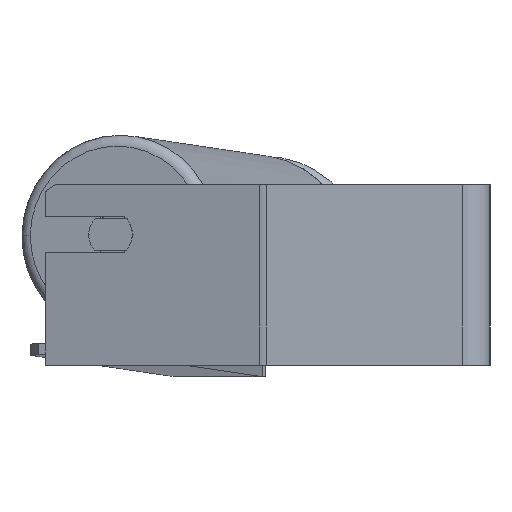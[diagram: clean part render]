
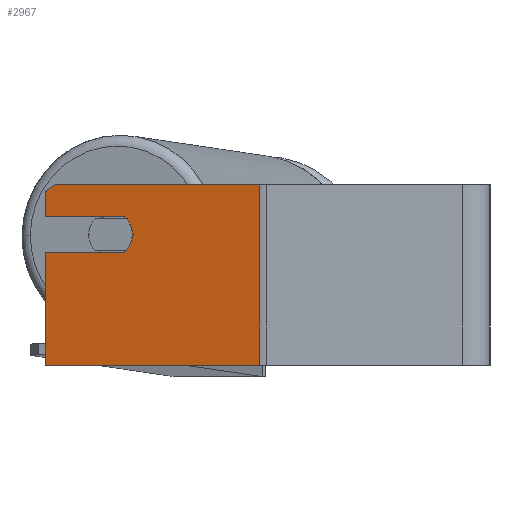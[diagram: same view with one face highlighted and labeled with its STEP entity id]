
A CAD part, left-side view. The second image highlights one B-rep face of the part: STEP entity #2967.
In plain terms, the highlighted planar face has unit normal (-0.966, 0.259, 0).
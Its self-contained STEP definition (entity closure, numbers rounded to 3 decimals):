
#68 = DIRECTION ( 'NONE',  ( -0.259, -0.966, 0. ) ) ;
#104 = LINE ( 'NONE', #7791, #3930 ) ;
#158 = CIRCLE ( 'NONE', #5251, 10. ) ;
#171 = VECTOR ( 'NONE', #8169, 1000. ) ;
#258 = CARTESIAN_POINT ( 'NONE',  ( -389.075, 197.256, 40. ) ) ;
#321 = VECTOR ( 'NONE', #6280, 1000. ) ;
#361 = ORIENTED_EDGE ( 'NONE', *, *, #1189, .F. ) ;
#666 = CARTESIAN_POINT ( 'NONE',  ( -389.075, 197.256, -40. ) ) ;
#866 = VERTEX_POINT ( 'NONE', #3303 ) ;
#890 = LINE ( 'NONE', #8566, #2940 ) ;
#1053 = VERTEX_POINT ( 'NONE', #2882 ) ;
#1099 = VERTEX_POINT ( 'NONE', #5168 ) ;
#1189 = EDGE_CURVE ( 'NONE', #1719, #5187, #8008, .T. ) ;
#1193 = CARTESIAN_POINT ( 'NONE',  ( -389.075, 197.256, -40. ) ) ;
#1314 = CARTESIAN_POINT ( 'NONE',  ( -414.591, 102.029, 40. ) ) ;
#1328 = CARTESIAN_POINT ( 'NONE',  ( -389.075, 197.256, 10. ) ) ;
#1352 = CARTESIAN_POINT ( 'NONE',  ( -389.075, 197.256, 40. ) ) ;
#1525 = CARTESIAN_POINT ( 'NONE',  ( -396.84, 168.278, 18. ) ) ;
#1548 = EDGE_CURVE ( 'NONE', #6170, #4364, #104, .T. ) ;
#1594 = DIRECTION ( 'NONE',  ( 0.259, 0.966, 0. ) ) ;
#1719 = VERTEX_POINT ( 'NONE', #1328 ) ;
#1799 = LINE ( 'NONE', #1193, #6601 ) ;
#2049 = LINE ( 'NONE', #4814, #5712 ) ;
#2182 = LINE ( 'NONE', #1352, #321 ) ;
#2882 = CARTESIAN_POINT ( 'NONE',  ( -414.591, 102.029, -40. ) ) ;
#2940 = VECTOR ( 'NONE', #7147, 1000. ) ;
#2967 = ADVANCED_FACE ( 'NONE', ( #6521 ), #6657, .F. ) ;
#3050 = DIRECTION ( 'NONE',  ( -0.259, -0.966, 0. ) ) ;
#3129 = ORIENTED_EDGE ( 'NONE', *, *, #7667, .F. ) ;
#3245 = ORIENTED_EDGE ( 'NONE', *, *, #6791, .F. ) ;
#3253 = EDGE_CURVE ( 'NONE', #866, #9041, #6574, .T. ) ;
#3303 = CARTESIAN_POINT ( 'NONE',  ( -399.428, 158.619, 18. ) ) ;
#3363 = AXIS2_PLACEMENT_3D ( 'NONE', #1525, #8605, #68 ) ;
#3414 = LINE ( 'NONE', #3491, #5724 ) ;
#3491 = CARTESIAN_POINT ( 'NONE',  ( -398.393, 162.482, 26. ) ) ;
#3528 = DIRECTION ( 'NONE',  ( 0.224, 0.837, -0.5 ) ) ;
#3883 = ORIENTED_EDGE ( 'NONE', *, *, #1548, .F. ) ;
#3930 = VECTOR ( 'NONE', #3050, 1000. ) ;
#3972 = DIRECTION ( 'NONE',  ( -0.259, -0.966, 0. ) ) ;
#4000 = LINE ( 'NONE', #9008, #171 ) ;
#4051 = DIRECTION ( 'NONE',  ( 0.259, 0.966, 0. ) ) ;
#4364 = VERTEX_POINT ( 'NONE', #1314 ) ;
#4410 = EDGE_CURVE ( 'NONE', #1719, #8703, #4000, .T. ) ;
#4503 = AXIS2_PLACEMENT_3D ( 'NONE', #258, #8723, #1594 ) ;
#4612 = CARTESIAN_POINT ( 'NONE',  ( -398.393, 162.482, 26. ) ) ;
#4620 = ORIENTED_EDGE ( 'NONE', *, *, #4879, .T. ) ;
#4692 = VERTEX_POINT ( 'NONE', #8761 ) ;
#4814 = CARTESIAN_POINT ( 'NONE',  ( -389.075, 197.256, 37.113 ) ) ;
#4847 = ORIENTED_EDGE ( 'NONE', *, *, #3253, .F. ) ;
#4879 = EDGE_CURVE ( 'NONE', #6170, #1099, #2049, .T. ) ;
#4910 = EDGE_CURVE ( 'NONE', #1099, #4692, #2182, .T. ) ;
#4930 = EDGE_CURVE ( 'NONE', #8703, #1053, #1799, .T. ) ;
#4996 = EDGE_CURVE ( 'NONE', #4364, #1053, #890, .T. ) ;
#5094 = VECTOR ( 'NONE', #8845, 1000. ) ;
#5168 = CARTESIAN_POINT ( 'NONE',  ( -389.075, 197.256, 37.113 ) ) ;
#5187 = VERTEX_POINT ( 'NONE', #8987 ) ;
#5251 = AXIS2_PLACEMENT_3D ( 'NONE', #6191, #8999, #7614 ) ;
#5435 = ORIENTED_EDGE ( 'NONE', *, *, #4930, .T. ) ;
#5712 = VECTOR ( 'NONE', #3528, 1000. ) ;
#5724 = VECTOR ( 'NONE', #4051, 1000. ) ;
#5784 = ORIENTED_EDGE ( 'NONE', *, *, #4996, .F. ) ;
#5899 = ORIENTED_EDGE ( 'NONE', *, *, #4910, .T. ) ;
#5935 = CARTESIAN_POINT ( 'NONE',  ( -398.393, 162.482, 10. ) ) ;
#6170 = VERTEX_POINT ( 'NONE', #8353 ) ;
#6186 = ORIENTED_EDGE ( 'NONE', *, *, #4410, .T. ) ;
#6191 = CARTESIAN_POINT ( 'NONE',  ( -396.84, 168.278, 18. ) ) ;
#6280 = DIRECTION ( 'NONE',  ( 0., 0., -1. ) ) ;
#6521 = FACE_OUTER_BOUND ( 'NONE', #8623, .T. ) ;
#6574 = CIRCLE ( 'NONE', #3363, 10. ) ;
#6601 = VECTOR ( 'NONE', #3972, 1000. ) ;
#6657 = PLANE ( 'NONE',  #4503 ) ;
#6791 = EDGE_CURVE ( 'NONE', #9041, #4692, #3414, .T. ) ;
#7147 = DIRECTION ( 'NONE',  ( 0., 0., -1. ) ) ;
#7614 = DIRECTION ( 'NONE',  ( -0.259, -0.966, 0. ) ) ;
#7667 = EDGE_CURVE ( 'NONE', #5187, #866, #158, .T. ) ;
#7791 = CARTESIAN_POINT ( 'NONE',  ( -389.075, 197.256, 40. ) ) ;
#8008 = LINE ( 'NONE', #5935, #5094 ) ;
#8169 = DIRECTION ( 'NONE',  ( 0., 0., -1. ) ) ;
#8353 = CARTESIAN_POINT ( 'NONE',  ( -390.369, 192.426, 40. ) ) ;
#8566 = CARTESIAN_POINT ( 'NONE',  ( -414.591, 102.029, 40. ) ) ;
#8605 = DIRECTION ( 'NONE',  ( -0.966, 0.259, 0. ) ) ;
#8623 = EDGE_LOOP ( 'NONE', ( #3883, #4620, #5899, #3245, #4847, #3129, #361, #6186, #5435, #5784 ) ) ;
#8703 = VERTEX_POINT ( 'NONE', #666 ) ;
#8723 = DIRECTION ( 'NONE',  ( 0.966, -0.259, 0. ) ) ;
#8761 = CARTESIAN_POINT ( 'NONE',  ( -389.075, 197.256, 26. ) ) ;
#8845 = DIRECTION ( 'NONE',  ( -0.259, -0.966, 0. ) ) ;
#8987 = CARTESIAN_POINT ( 'NONE',  ( -398.393, 162.482, 10. ) ) ;
#8999 = DIRECTION ( 'NONE',  ( -0.966, 0.259, 0. ) ) ;
#9008 = CARTESIAN_POINT ( 'NONE',  ( -389.075, 197.256, 40. ) ) ;
#9041 = VERTEX_POINT ( 'NONE', #4612 ) ;
